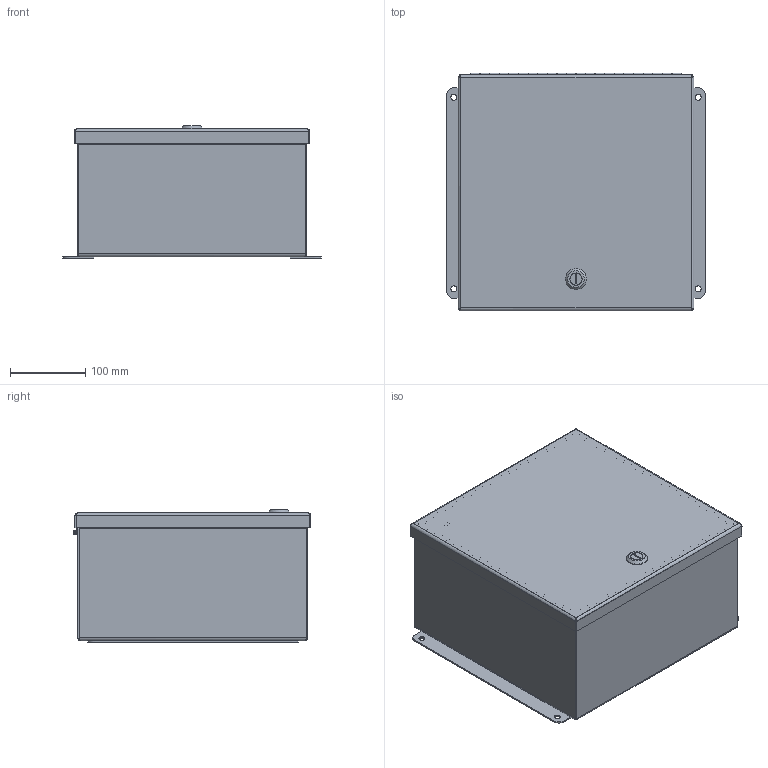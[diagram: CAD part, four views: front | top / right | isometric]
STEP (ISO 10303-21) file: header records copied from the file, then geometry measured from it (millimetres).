
FILE_DESCRIPTION(/* description */ ('12X12 BCHQTSSA LID, 316 S.S.'),/* implementation_level */ '2;1');
FILE_NAME(/* name */ 'BN4121206CHQTSSA.stp',/* time_stamp */ '2016-08-12T11:49:55-05:00',/* author */ ('mraetz'),/* organization */ (''),/* preprocessor_version */ 'ST-DEVELOPER v16.1',/* originating_system */ 'Autodesk Inventor 2016',/* authorisation */ '');
FILE_SCHEMA (('AUTOMOTIVE_DESIGN { 1 0 10303 214 3 1 1 }'));
Length unit declared in the file: inch
Products named in the file (22): BN41212CHQTSSALID; 12x12; 348131; 32884LH; 32884P; 32884TH; 32884; BN4121206CHQTSSABKP; 34973; HFW3883; 1000-5046_prt; 1000-102A-AA; 1000-02; 1000-23; 1000-u156_asm; 1000-318-PF; 1000-03-PG; 1000-24_prt; 1000-277-01PI; 1000-u630_asm; HFW351142; BN4121206CHQTSSA
Assembly tree (25 placements, depth 4):
  BN4121206CHQTSSA
    BN41212CHQTSSALID
    12x12
    348131  x2
    32884
      32884LH
      32884P
      32884TH
    BN4121206CHQTSSABKP
    34973  x4
    HFW3883
    HFW351142
      1000-5046_prt
      1000-u156_asm
        1000-102A-AA
        1000-02
        1000-23
      1000-u630_asm
        1000-318-PF
        1000-03-PG
        1000-24_prt
        1000-277-01PI
Bounding box: 342.9 x 315.25 x 175.39 mm (x, y, z)
Volume: 768268.5 mm3; surface area: 964559.5 mm2
Topology: 21 solids, 21 shells, 671 faces, 1635 edges, 1018 vertices
Faces by surface type: plane 366, cylinder 208, bspline 62, torus 21, cone 14
Full cylindrical faces by diameter (mm): 2.54 x1, 2.957 x22, 3.962 x4, 4.826 x1, 5 x1, 5.5 x1, 7.62 x4, 7.874 x4, 8 x1, 8.56 x1, 9.9 x1, 10 x1, 10.2 x1, 12.8 x1, 13.5 x1, 15.2 x1, 15.875 x4, 16 x1, 16.1 x1, 19.8 x1, 28 x1
Entity records: 21392 total; most frequent: CARTESIAN_POINT 5924, DIRECTION 3009, ORIENTED_EDGE 2950, EDGE_CURVE 1475, AXIS2_PLACEMENT_3D 1020, LINE 969, VECTOR 969, VERTEX_POINT 944
